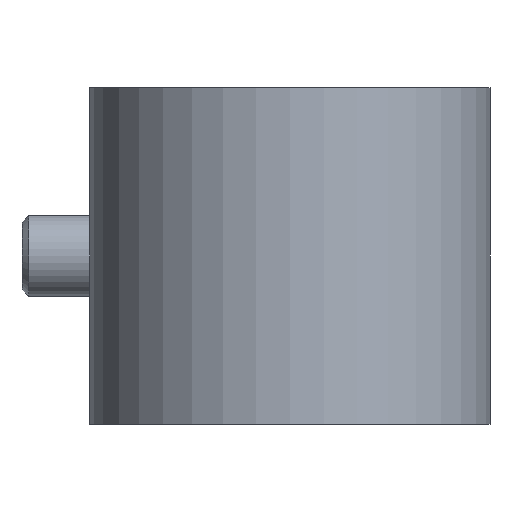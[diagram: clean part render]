
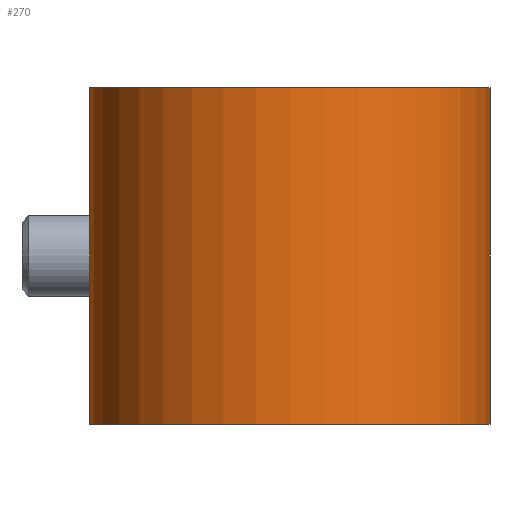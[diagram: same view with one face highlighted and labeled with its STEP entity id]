
A CAD part, front view. The second image highlights one B-rep face of the part: STEP entity #270.
In plain terms, the highlighted cylindrical face has radius 14.89 mm (diameter 29.78 mm), a partial arc.
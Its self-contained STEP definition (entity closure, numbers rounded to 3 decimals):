
#270 = ADVANCED_FACE( '', ( #396 ), #397, .T. );
#396 = FACE_OUTER_BOUND( '', #668, .T. );
#397 = CYLINDRICAL_SURFACE( '', #669, 14.89 );
#668 = EDGE_LOOP( '', ( #963, #964, #965, #966, #967, #968, #969, #970, #971, #972, #973, #974 ) );
#669 = AXIS2_PLACEMENT_3D( '', #975, #976, #977 );
#963 = ORIENTED_EDGE( '', *, *, #1953, .F. );
#964 = ORIENTED_EDGE( '', *, *, #1952, .T. );
#965 = ORIENTED_EDGE( '', *, *, #1954, .F. );
#966 = ORIENTED_EDGE( '', *, *, #1955, .F. );
#967 = ORIENTED_EDGE( '', *, *, #1956, .F. );
#968 = ORIENTED_EDGE( '', *, *, #1957, .F. );
#969 = ORIENTED_EDGE( '', *, *, #1958, .F. );
#970 = ORIENTED_EDGE( '', *, *, #1959, .F. );
#971 = ORIENTED_EDGE( '', *, *, #1941, .T. );
#972 = ORIENTED_EDGE( '', *, *, #1960, .T. );
#973 = ORIENTED_EDGE( '', *, *, #1961, .F. );
#974 = ORIENTED_EDGE( '', *, *, #1962, .F. );
#975 = CARTESIAN_POINT( '', ( 0., 0., -12.5 ) );
#976 = DIRECTION( '', ( 0., 0., -1. ) );
#977 = DIRECTION( '', ( -1., 0., 0. ) );
#1941 = EDGE_CURVE( '', #2266, #2264, #2267, .T. );
#1952 = EDGE_CURVE( '', #2281, #2285, #2287, .T. );
#1953 = EDGE_CURVE( '', #2281, #2288, #2289, .F. );
#1954 = EDGE_CURVE( '', #2290, #2285, #2291, .T. );
#1955 = EDGE_CURVE( '', #2292, #2290, #2293, .T. );
#1956 = EDGE_CURVE( '', #2294, #2292, #2295, .F. );
#1957 = EDGE_CURVE( '', #2296, #2294, #2297, .T. );
#1958 = EDGE_CURVE( '', #2298, #2296, #2299, .F. );
#1959 = EDGE_CURVE( '', #2266, #2298, #2300, .T. );
#1960 = EDGE_CURVE( '', #2264, #2301, #2302, .T. );
#1961 = EDGE_CURVE( '', #2303, #2301, #2304, .F. );
#1962 = EDGE_CURVE( '', #2288, #2303, #2305, .T. );
#2264 = VERTEX_POINT( '', #2800 );
#2266 = VERTEX_POINT( '', #2802 );
#2267 = CIRCLE( '', #2803, 14.89 );
#2281 = VERTEX_POINT( '', #2821 );
#2285 = VERTEX_POINT( '', #2826 );
#2287 = LINE( '', #2828, #2829 );
#2288 = VERTEX_POINT( '', #2830 );
#2289 = ELLIPSE( '', #2831, 25.96, 14.89 );
#2290 = VERTEX_POINT( '', #2832 );
#2291 = CIRCLE( '', #2833, 14.89 );
#2292 = VERTEX_POINT( '', #2834 );
#2293 = LINE( '', #2835, #2836 );
#2294 = VERTEX_POINT( '', #2837 );
#2295 = ELLIPSE( '', #2838, 25.96, 14.89 );
#2296 = VERTEX_POINT( '', #2839 );
#2297 = B_SPLINE_CURVE_WITH_KNOTS( '', 3, ( #2840, #2841, #2842, #2843, #2844, #2845, #2846, #2847, #2848, #2849, #2850, #2851, #2852, #2853, #2854, #2855, #2856, #2857 ), .UNSPECIFIED., .F., .F., ( 4, 2, 2, 2, 2, 2, 2, 2, 4 ), ( 0., 0.001, 0.001, 0.002, 0.003, 0.003, 0.004, 0.005, 0.005 ), .UNSPECIFIED. );
#2298 = VERTEX_POINT( '', #2858 );
#2299 = ELLIPSE( '', #2859, 25.96, 14.89 );
#2300 = LINE( '', #2860, #2861 );
#2301 = VERTEX_POINT( '', #2862 );
#2302 = LINE( '', #2863, #2864 );
#2303 = VERTEX_POINT( '', #2865 );
#2304 = ELLIPSE( '', #2866, 25.96, 14.89 );
#2305 = B_SPLINE_CURVE_WITH_KNOTS( '', 3, ( #2867, #2868, #2869, #2870, #2871, #2872, #2873, #2874, #2875, #2876, #2877, #2878, #2879, #2880, #2881, #2882, #2883, #2884, #2885, #2886 ), .UNSPECIFIED., .F., .F., ( 4, 2, 2, 2, 2, 2, 2, 2, 2, 4 ), ( 0., 0.001, 0.001, 0.002, 0.003, 0.003, 0.003, 0.004, 0.005, 0.005 ), .UNSPECIFIED. );
#2800 = CARTESIAN_POINT( '', ( 5.941, 13.653, -12.5 ) );
#2802 = CARTESIAN_POINT( '', ( -5.941, 13.653, -12.5 ) );
#2803 = AXIS2_PLACEMENT_3D( '', #3688, #3689, #3690 );
#2821 = CARTESIAN_POINT( '', ( 5.941, 13.653, 3.106 ) );
#2826 = CARTESIAN_POINT( '', ( 5.941, 13.653, 12.5 ) );
#2828 = CARTESIAN_POINT( '', ( 5.941, 13.653, -12.5 ) );
#2829 = VECTOR( '', #3711, 1000. );
#2830 = CARTESIAN_POINT( '', ( 6.782, 13.256, 2.294 ) );
#2831 = AXIS2_PLACEMENT_3D( '', #3712, #3713, #3714 );
#2832 = CARTESIAN_POINT( '', ( -5.941, 13.653, 12.5 ) );
#2833 = AXIS2_PLACEMENT_3D( '', #3715, #3716, #3717 );
#2834 = CARTESIAN_POINT( '', ( -5.941, 13.653, 3.106 ) );
#2835 = CARTESIAN_POINT( '', ( -5.941, 13.653, -12.5 ) );
#2836 = VECTOR( '', #3718, 1000. );
#2837 = CARTESIAN_POINT( '', ( -6.782, 13.256, 2.294 ) );
#2838 = AXIS2_PLACEMENT_3D( '', #3719, #3720, #3721 );
#2839 = CARTESIAN_POINT( '', ( -6.782, 13.256, -2.294 ) );
#2840 = CARTESIAN_POINT( '', ( -6.782, 13.256, -2.294 ) );
#2841 = CARTESIAN_POINT( '', ( -6.938, 13.176, -2.148 ) );
#2842 = CARTESIAN_POINT( '', ( -7.083, 13.098, -1.992 ) );
#2843 = CARTESIAN_POINT( '', ( -7.352, 12.95, -1.657 ) );
#2844 = CARTESIAN_POINT( '', ( -7.475, 12.879, -1.477 ) );
#2845 = CARTESIAN_POINT( '', ( -7.685, 12.754, -1.092 ) );
#2846 = CARTESIAN_POINT( '', ( -7.771, 12.702, -0.888 ) );
#2847 = CARTESIAN_POINT( '', ( -7.892, 12.627, -0.453 ) );
#2848 = CARTESIAN_POINT( '', ( -7.925, 12.606, -0.227 ) );
#2849 = CARTESIAN_POINT( '', ( -7.924, 12.606, 0.23 ) );
#2850 = CARTESIAN_POINT( '', ( -7.891, 12.627, 0.457 ) );
#2851 = CARTESIAN_POINT( '', ( -7.77, 12.702, 0.891 ) );
#2852 = CARTESIAN_POINT( '', ( -7.682, 12.756, 1.097 ) );
#2853 = CARTESIAN_POINT( '', ( -7.473, 12.879, 1.479 ) );
#2854 = CARTESIAN_POINT( '', ( -7.35, 12.951, 1.66 ) );
#2855 = CARTESIAN_POINT( '', ( -7.081, 13.1, 1.995 ) );
#2856 = CARTESIAN_POINT( '', ( -6.936, 13.177, 2.149 ) );
#2857 = CARTESIAN_POINT( '', ( -6.782, 13.256, 2.294 ) );
#2858 = CARTESIAN_POINT( '', ( -5.941, 13.653, -3.106 ) );
#2859 = AXIS2_PLACEMENT_3D( '', #3722, #3723, #3724 );
#2860 = CARTESIAN_POINT( '', ( -5.941, 13.653, -12.5 ) );
#2861 = VECTOR( '', #3725, 1000. );
#2862 = CARTESIAN_POINT( '', ( 5.941, 13.653, -3.106 ) );
#2863 = CARTESIAN_POINT( '', ( 5.941, 13.653, -12.5 ) );
#2864 = VECTOR( '', #3726, 1000. );
#2865 = CARTESIAN_POINT( '', ( 6.782, 13.256, -2.294 ) );
#2866 = AXIS2_PLACEMENT_3D( '', #3727, #3728, #3729 );
#2867 = CARTESIAN_POINT( '', ( 6.782, 13.256, 2.294 ) );
#2868 = CARTESIAN_POINT( '', ( 6.937, 13.176, 2.148 ) );
#2869 = CARTESIAN_POINT( '', ( 7.083, 13.098, 1.992 ) );
#2870 = CARTESIAN_POINT( '', ( 7.351, 12.95, 1.658 ) );
#2871 = CARTESIAN_POINT( '', ( 7.474, 12.879, 1.478 ) );
#2872 = CARTESIAN_POINT( '', ( 7.684, 12.755, 1.093 ) );
#2873 = CARTESIAN_POINT( '', ( 7.77, 12.702, 0.89 ) );
#2874 = CARTESIAN_POINT( '', ( 7.892, 12.627, 0.455 ) );
#2875 = CARTESIAN_POINT( '', ( 7.924, 12.606, 0.23 ) );
#2876 = CARTESIAN_POINT( '', ( 7.925, 12.606, -0.113 ) );
#2877 = CARTESIAN_POINT( '', ( 7.916, 12.611, -0.228 ) );
#2878 = CARTESIAN_POINT( '', ( 7.885, 12.631, -0.452 ) );
#2879 = CARTESIAN_POINT( '', ( 7.862, 12.645, -0.562 ) );
#2880 = CARTESIAN_POINT( '', ( 7.771, 12.701, -0.887 ) );
#2881 = CARTESIAN_POINT( '', ( 7.684, 12.755, -1.093 ) );
#2882 = CARTESIAN_POINT( '', ( 7.476, 12.878, -1.475 ) );
#2883 = CARTESIAN_POINT( '', ( 7.353, 12.949, -1.656 ) );
#2884 = CARTESIAN_POINT( '', ( 7.084, 13.098, -1.992 ) );
#2885 = CARTESIAN_POINT( '', ( 6.937, 13.176, -2.148 ) );
#2886 = CARTESIAN_POINT( '', ( 6.782, 13.256, -2.294 ) );
#3688 = CARTESIAN_POINT( '', ( 0., 0., -12.5 ) );
#3689 = DIRECTION( '', ( 0., 0., 1. ) );
#3690 = DIRECTION( '', ( 1., 0., 0. ) );
#3711 = DIRECTION( '', ( 0., 0., 1. ) );
#3712 = CARTESIAN_POINT( '', ( 0., 0., 19.518 ) );
#3713 = DIRECTION( '', ( 0.73, 0.372, 0.574 ) );
#3714 = DIRECTION( '', ( -0.511, -0.26, 0.819 ) );
#3715 = CARTESIAN_POINT( '', ( 0., 0., 12.5 ) );
#3716 = DIRECTION( '', ( 0., 0., 1. ) );
#3717 = DIRECTION( '', ( 1., 0., 0. ) );
#3718 = DIRECTION( '', ( 0., 0., 1. ) );
#3719 = CARTESIAN_POINT( '', ( 0., 0., 19.518 ) );
#3720 = DIRECTION( '', ( -0.73, 0.372, 0.574 ) );
#3721 = DIRECTION( '', ( 0.511, -0.26, 0.819 ) );
#3722 = CARTESIAN_POINT( '', ( 0., 0., -19.518 ) );
#3723 = DIRECTION( '', ( -0.73, 0.372, -0.574 ) );
#3724 = DIRECTION( '', ( -0.511, 0.26, 0.819 ) );
#3725 = DIRECTION( '', ( 0., 0., 1. ) );
#3726 = DIRECTION( '', ( 0., 0., 1. ) );
#3727 = CARTESIAN_POINT( '', ( 0., 0., -19.518 ) );
#3728 = DIRECTION( '', ( 0.73, 0.372, -0.574 ) );
#3729 = DIRECTION( '', ( 0.511, 0.26, 0.819 ) );
